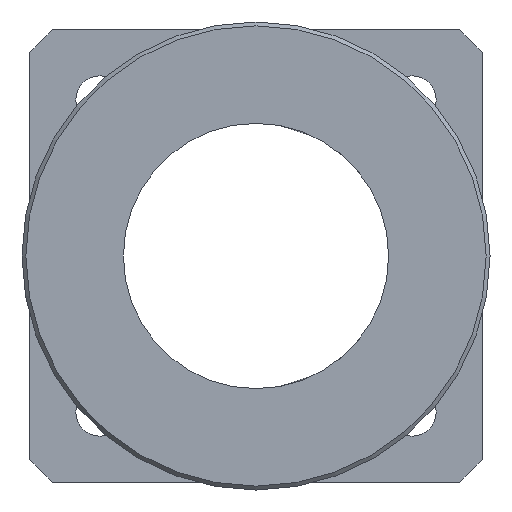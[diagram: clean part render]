
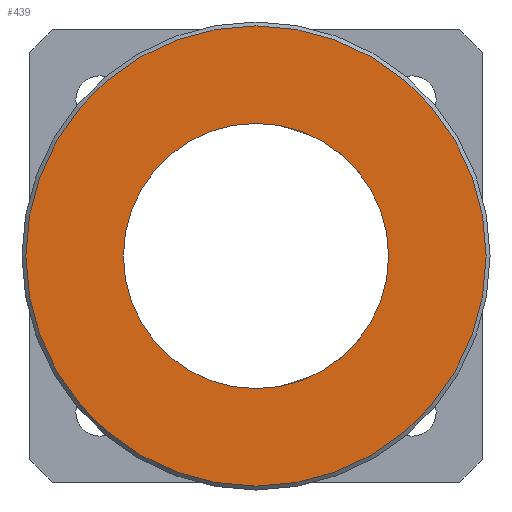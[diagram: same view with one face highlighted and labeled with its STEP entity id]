
A CAD part, left-side view. The second image highlights one B-rep face of the part: STEP entity #439.
In plain terms, the highlighted planar face has unit normal (-1, 0, 0).
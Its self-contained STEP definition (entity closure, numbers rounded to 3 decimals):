
#70=PLANE($,#479);
#89=FACE_BOUND($,#160,.T.);
#90=FACE_BOUND($,#161,.T.);
#160=EDGE_LOOP($,(#345));
#161=EDGE_LOOP($,(#346));
#209=CIRCLE($,#469,17.);
#212=CIRCLE($,#475,29.5);
#236=VERTEX_POINT($,#656);
#243=VERTEX_POINT($,#821);
#279=EDGE_CURVE($,#236,#236,#209,.T.);
#286=EDGE_CURVE($,#243,#243,#212,.T.);
#345=ORIENTED_EDGE($,*,*,#279,.T.);
#346=ORIENTED_EDGE($,*,*,#286,.F.);
#439=ADVANCED_FACE($,(#89,#90),#70,.T.);
#469=AXIS2_PLACEMENT_3D($,#657,#532,#533);
#475=AXIS2_PLACEMENT_3D($,#822,#544,#545);
#479=AXIS2_PLACEMENT_3D($,#828,#552,#553);
#532=DIRECTION('center_axis',(1.,0.,0.));
#533=DIRECTION('ref_axis',(0.,0.,-1.));
#544=DIRECTION('center_axis',(1.,0.,0.));
#545=DIRECTION('ref_axis',(0.,-1.,0.));
#552=DIRECTION('center_axis',(-1.,0.,0.));
#553=DIRECTION('ref_axis',(0.,0.,1.));
#656=CARTESIAN_POINT('',(0.,0.,17.));
#657=CARTESIAN_POINT('Origin',(0.,0.,0.));
#821=CARTESIAN_POINT('',(0.,29.5,0.));
#822=CARTESIAN_POINT('Origin',(0.,0.,0.));
#828=CARTESIAN_POINT('Origin',(0.,23.5,0.));
